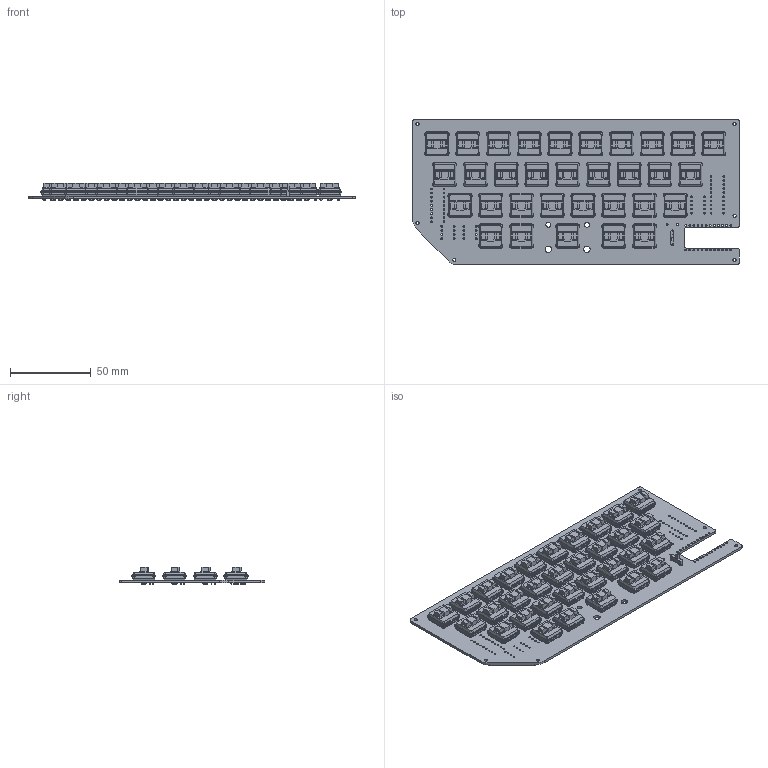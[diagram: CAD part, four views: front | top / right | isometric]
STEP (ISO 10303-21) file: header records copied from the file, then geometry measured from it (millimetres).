
FILE_DESCRIPTION(('KiCad electronic assembly'),'2;1');
FILE_NAME('keyboard.step','2022-03-07T13:43:31',('Pcbnew'),('Kicad'), 'Open CASCADE STEP processor 7.5','KiCad to STEP converter','Unknown' );
FILE_SCHEMA(('AUTOMOTIVE_DESIGN { 1 0 10303 214 1 1 1 1 }'));
Length unit declared in the file: millimetre
Products named in the file (7): keyboard 1; kailh_choc; SOLID; EG1249; COMPOUND; keyboard PCB; keyboard 2
Assembly tree (36 placements, depth 3):
  keyboard 1
    kailh_choc  x32
      SOLID
    EG1249
      COMPOUND
    keyboard PCB
  keyboard 2
Bounding box: 202.5 x 90.2 x 10.93 mm (x, y, z)
Volume: 60321.6 mm3; surface area: 67596.2 mm2
Topology: 37 solids, 37 shells, 4246 faces, 10886 edges, 6968 vertices
Faces by surface type: bspline 3769, cylinder 466, plane 11
Full cylindrical faces by diameter (mm): 0.8 x3, 1 x66, 1.092 x24, 1.2 x32, 1.27 x32, 1.5 x66, 2 x6, 3.048 x2, 3.988 x34
Entity records: 58535 total; most frequent: CARTESIAN_POINT 19557, DIRECTION 5047, ORIENTED_EDGE 4474, PCURVE 4474, DEFINITIONAL_REPRESENTATION 4474, B_SPLINE_CURVE_WITH_KNOTS 2401, EDGE_CURVE 2237, LINE 2155
